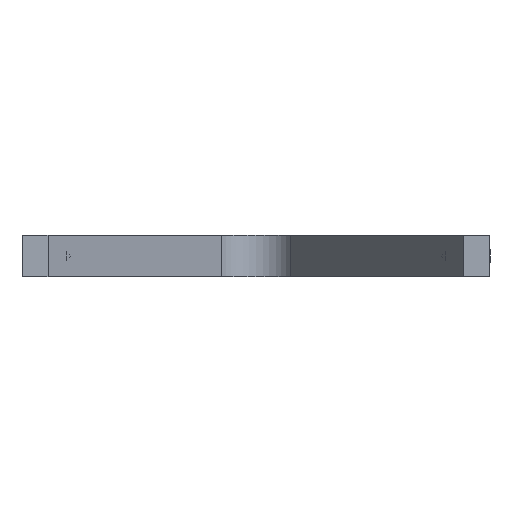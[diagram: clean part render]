
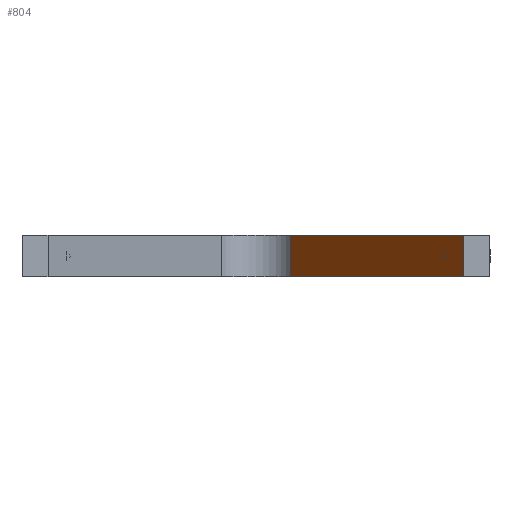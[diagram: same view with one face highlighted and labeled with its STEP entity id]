
A CAD part, front view. The second image highlights one B-rep face of the part: STEP entity #804.
In plain terms, the highlighted face is planar.
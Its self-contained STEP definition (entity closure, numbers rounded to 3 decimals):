
#4 = LINE ( 'NONE', #978, #135 ) ;
#43 = FACE_OUTER_BOUND ( 'NONE', #1329, .T. ) ;
#47 = VERTEX_POINT ( 'NONE', #984 ) ;
#123 = CARTESIAN_POINT ( 'NONE',  ( 136.334, 353.224, 0. ) ) ;
#128 = DIRECTION ( 'NONE',  ( 0., 0., 1. ) ) ;
#135 = VECTOR ( 'NONE', #970, 1000. ) ;
#178 = ORIENTED_EDGE ( 'NONE', *, *, #324, .F. ) ;
#193 = VERTEX_POINT ( 'NONE', #331 ) ;
#283 = DIRECTION ( 'NONE',  ( -0.833, 0.553, 0. ) ) ;
#293 = VECTOR ( 'NONE', #895, 1000. ) ;
#324 = EDGE_CURVE ( 'NONE', #193, #330, #1027, .T. ) ;
#330 = VERTEX_POINT ( 'NONE', #694 ) ;
#331 = CARTESIAN_POINT ( 'NONE',  ( 103., 302.984, 0. ) ) ;
#332 = EDGE_CURVE ( 'NONE', #193, #695, #642, .T. ) ;
#374 = CARTESIAN_POINT ( 'NONE',  ( 103., 302.984, 0. ) ) ;
#427 = LINE ( 'NONE', #123, #836 ) ;
#460 = DIRECTION ( 'NONE',  ( -0.553, -0.833, 0. ) ) ;
#538 = VECTOR ( 'NONE', #1018, 1000. ) ;
#642 = LINE ( 'NONE', #1231, #538 ) ;
#646 = EDGE_CURVE ( 'NONE', #695, #47, #4, .T. ) ;
#694 = CARTESIAN_POINT ( 'NONE',  ( 136.334, 353.224, 0. ) ) ;
#695 = VERTEX_POINT ( 'NONE', #1078 ) ;
#784 = PLANE ( 'NONE',  #1072 ) ;
#804 = ADVANCED_FACE ( 'NONE', ( #43 ), #784, .F. ) ;
#815 = CARTESIAN_POINT ( 'NONE',  ( 103., 302.984, 0. ) ) ;
#836 = VECTOR ( 'NONE', #128, 1000. ) ;
#895 = DIRECTION ( 'NONE',  ( 0.553, 0.833, 0. ) ) ;
#950 = ORIENTED_EDGE ( 'NONE', *, *, #646, .T. ) ;
#970 = DIRECTION ( 'NONE',  ( 0.553, 0.833, 0. ) ) ;
#978 = CARTESIAN_POINT ( 'NONE',  ( 103., 302.984, -8. ) ) ;
#984 = CARTESIAN_POINT ( 'NONE',  ( 136.334, 353.224, -8. ) ) ;
#1018 = DIRECTION ( 'NONE',  ( 0., 0., -1. ) ) ;
#1027 = LINE ( 'NONE', #815, #293 ) ;
#1030 = ORIENTED_EDGE ( 'NONE', *, *, #1212, .T. ) ;
#1072 = AXIS2_PLACEMENT_3D ( 'NONE', #374, #283, #460 ) ;
#1073 = ORIENTED_EDGE ( 'NONE', *, *, #332, .T. ) ;
#1078 = CARTESIAN_POINT ( 'NONE',  ( 103., 302.984, -8. ) ) ;
#1212 = EDGE_CURVE ( 'NONE', #47, #330, #427, .T. ) ;
#1231 = CARTESIAN_POINT ( 'NONE',  ( 103., 302.984, 0. ) ) ;
#1329 = EDGE_LOOP ( 'NONE', ( #950, #1030, #178, #1073 ) ) ;
